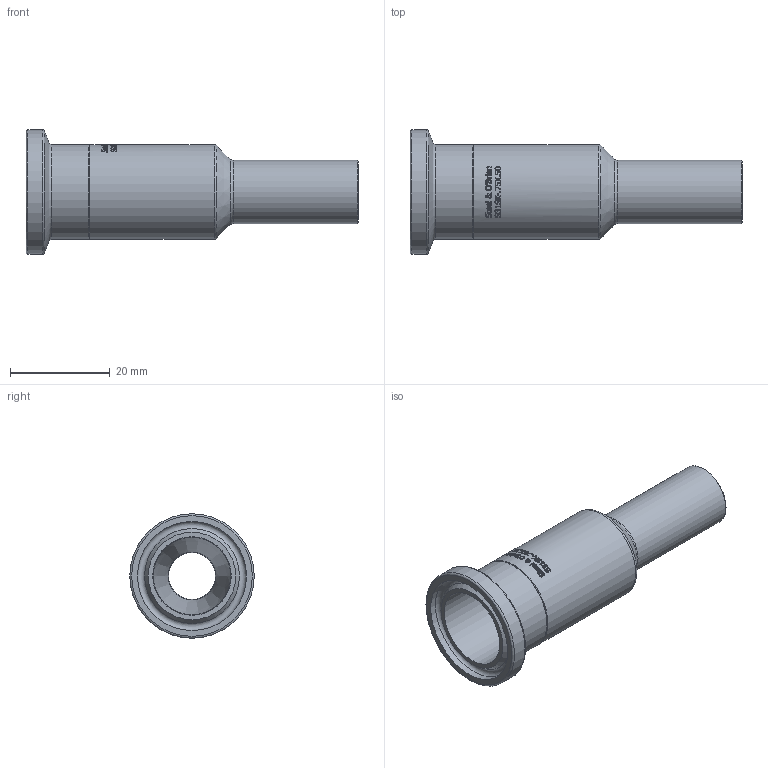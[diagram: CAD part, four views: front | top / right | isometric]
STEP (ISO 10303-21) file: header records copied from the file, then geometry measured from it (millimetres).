
FILE_DESCRIPTION(/* description */ (''),/* implementation_level */ '2;1');
FILE_NAME(/* name */ 'S31SK-.75X.50.stp',/* time_stamp */ '2018-11-29T14:57:09-05:00',/* author */ ('rick'),/* organization */ (''),/* preprocessor_version */ 'ST-DEVELOPER v15.2',/* originating_system */ 'Autodesk Inventor 2014',/* authorisation */ '');
FILE_SCHEMA (('AUTOMOTIVE_DESIGN { 1 0 10303 214 3 1 1 }'));
Length unit declared in the file: inch
Products named in the file (1): S31SK-.75X.50
Bounding box: 66.67 x 24.99 x 24.99 mm (x, y, z)
Volume: 6960.3 mm3; surface area: 6798.9 mm2
Topology: 1 solids, 1 shells, 437 faces, 1173 edges, 775 vertices
Faces by surface type: bspline 210, plane 166, cylinder 44, torus 13, cone 4
Full cylindrical faces by diameter (mm): 9.398 x1, 12.7 x1, 15.748 x2, 19.05 x2, 21.895 x1, 24.994 x1
Entity records: 17430 total; most frequent: CARTESIAN_POINT 7722, ORIENTED_EDGE 2296, DIRECTION 1408, EDGE_CURVE 1148, VERTEX_POINT 775, LINE 506, VECTOR 506, EDGE_LOOP 501
